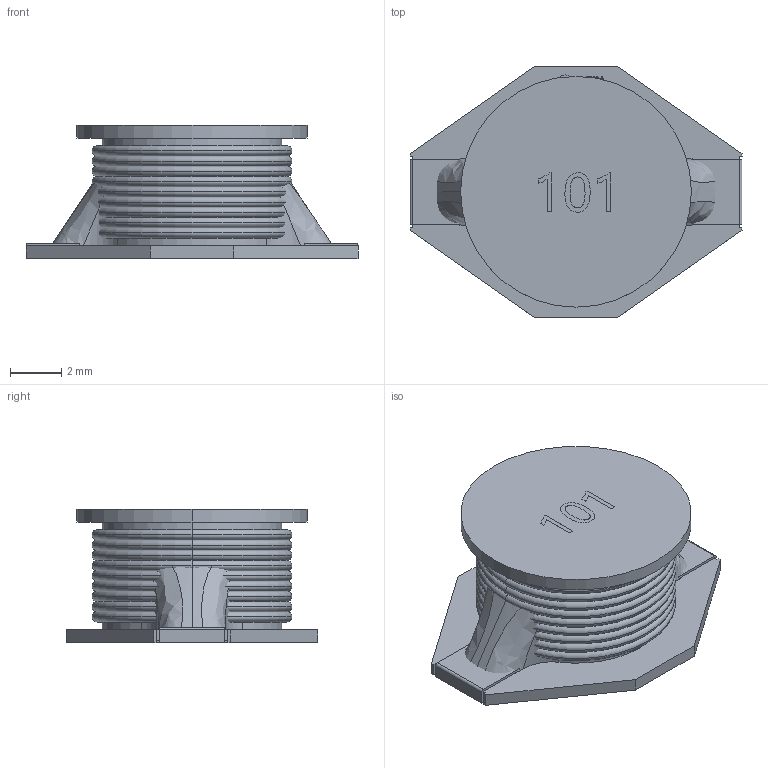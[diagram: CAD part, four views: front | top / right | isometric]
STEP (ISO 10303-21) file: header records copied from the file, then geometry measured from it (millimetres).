
FILE_DESCRIPTION (( 'STEP AP214' ), '1' );
FILE_NAME ('IND-SMD_L13.0-W9.8-H5.2-P10.00_SMSD0804.step', '2022-07-08T23:39:48', ( '' ), ( '' ), 'SwSTEP 2.0', 'SolidWorks 2020', '' );
FILE_SCHEMA (( 'AUTOMOTIVE_DESIGN' ));
Length unit declared in the file: millimetre
Products named in the file (1): IND-SMD_L13.0-W9.8-H5.2-P10.00_SMSD0804
Bounding box: 12.95 x 9.8 x 5.21 mm (x, y, z)
Volume: 330.3 mm3; surface area: 1147.6 mm2
Topology: 28 solids, 28 shells, 480 faces, 1219 edges, 773 vertices
Faces by surface type: plane 229, bspline 132, torus 104, cylinder 12, cone 3
Entity records: 20965 total; most frequent: CARTESIAN_POINT 5617, ORIENTED_EDGE 2430, DIRECTION 1878, EDGE_CURVE 1215, VERTEX_POINT 773, LINE 706, VECTOR 706, AXIS2_PLACEMENT_3D 586
